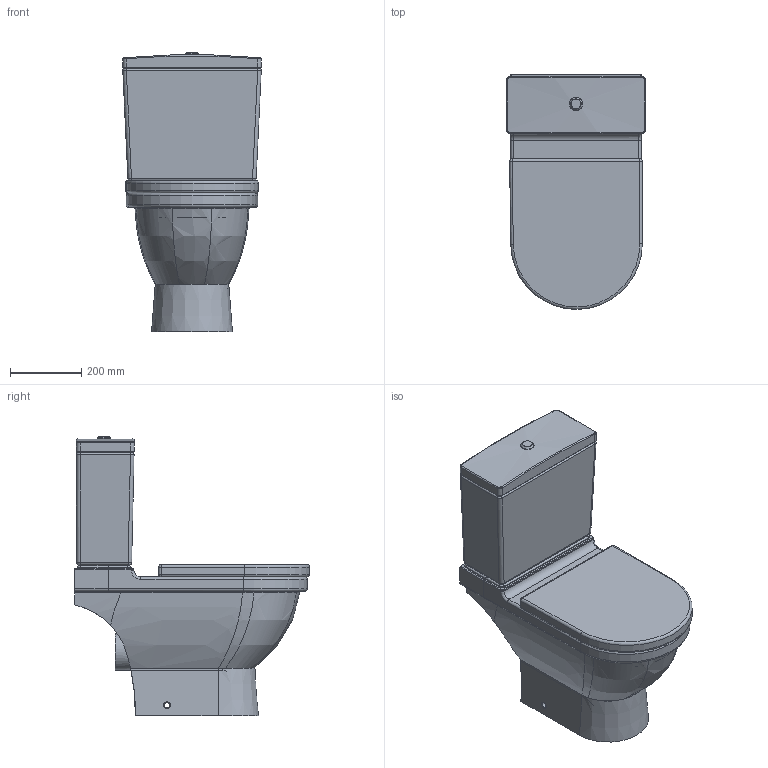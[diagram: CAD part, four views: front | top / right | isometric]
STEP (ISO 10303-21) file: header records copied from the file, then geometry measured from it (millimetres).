
FILE_DESCRIPTION((''),'2;1');
FILE_NAME('012609.stp','2007-08-06T09:06:33',('Huebner'),(''),'Autodesk Inventor 11','Autodesk Inventor 11','');
FILE_SCHEMA(('AUTOMOTIVE_DESIGN { 1 0 10303 214 1 1 1 1 }'));
Length unit declared in the file: millimetre
Products named in the file (5): 012609; 006381; 092000; Spülkastenstopfen
Assembly tree (4 placements, depth 2):
  012609
    012609
    006381
    092000
    Spülkastenstopfen
Bounding box: 389.5 x 660.89 x 787.36 mm (x, y, z)
Volume: 62483293.3 mm3; surface area: 2001895.9 mm2
Topology: 4 solids, 6 shells, 263 faces, 595 edges, 353 vertices
Faces by surface type: cylinder 81, bspline 79, plane 74, torus 22, sphere 4, cone 3
Full cylindrical faces by diameter (mm): 15 x1, 20 x4, 26 x2, 60 x1, 87.561 x1, 95 x2, 102 x1
Entity records: 29885 total; most frequent: CARTESIAN_POINT 24412, ORIENTED_EDGE 1138, DIRECTION 1006, EDGE_CURVE 569, AXIS2_PLACEMENT_3D 401, VERTEX_POINT 350, EDGE_LOOP 297, FACE_OUTER_BOUND 263
